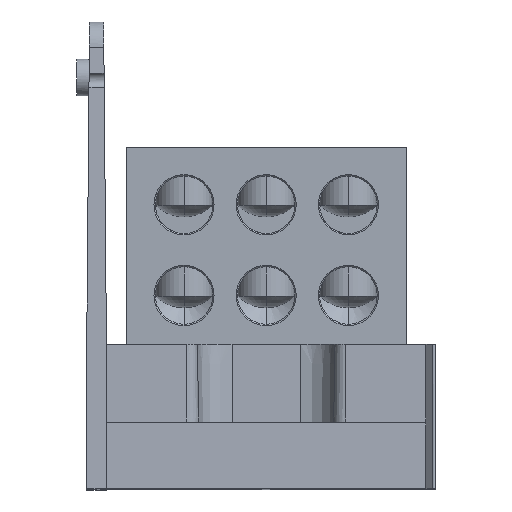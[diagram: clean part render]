
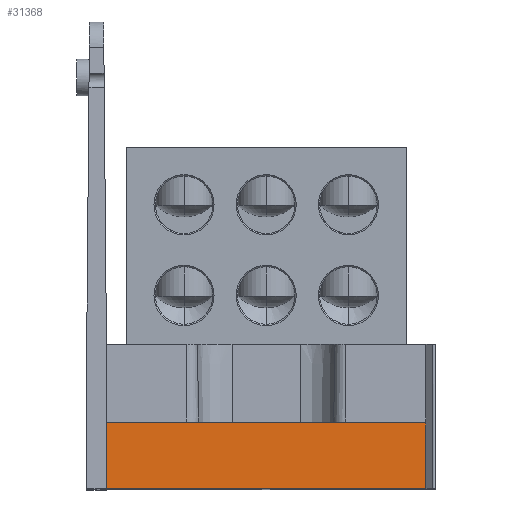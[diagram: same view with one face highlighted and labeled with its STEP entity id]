
A CAD part, top view. The second image highlights one B-rep face of the part: STEP entity #31368.
In plain terms, the highlighted planar face has unit normal (0, 0.035, 0.999).
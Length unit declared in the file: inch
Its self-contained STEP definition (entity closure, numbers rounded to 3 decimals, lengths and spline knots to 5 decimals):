
#1494 = DIRECTION ( 'NONE',  ( 0., -0.999, 0.035 ) ) ;
#2892 = CARTESIAN_POINT ( 'NONE',  ( 1.215, 0., 2.75 ) ) ;
#3078 = VERTEX_POINT ( 'NONE', #45460 ) ;
#5057 = PLANE ( 'NONE',  #30757 ) ;
#7625 = CARTESIAN_POINT ( 'NONE',  ( -1.215, 0., 2.75 ) ) ;
#8324 = DIRECTION ( 'NONE',  ( 1., 0., 0. ) ) ;
#10841 = EDGE_CURVE ( 'NONE', #3078, #14648, #37944, .T. ) ;
#11084 = EDGE_CURVE ( 'NONE', #11876, #14648, #41959, .T. ) ;
#11876 = VERTEX_POINT ( 'NONE', #16917 ) ;
#14512 = EDGE_CURVE ( 'NONE', #19744, #11876, #18718, .T. ) ;
#14648 = VERTEX_POINT ( 'NONE', #34626 ) ;
#16765 = CARTESIAN_POINT ( 'NONE',  ( -1.215, 0.5, 2.73254 ) ) ;
#16917 = CARTESIAN_POINT ( 'NONE',  ( -1.215, 0., 2.75 ) ) ;
#16956 = ORIENTED_EDGE ( 'NONE', *, *, #10841, .F. ) ;
#17511 = VECTOR ( 'NONE', #37066, 39.37008 ) ;
#18718 = LINE ( 'NONE', #7625, #17511 ) ;
#19744 = VERTEX_POINT ( 'NONE', #24336 ) ;
#22147 = LINE ( 'NONE', #16765, #31975 ) ;
#22236 = VECTOR ( 'NONE', #8324, 39.37008 ) ;
#23620 = DIRECTION ( 'NONE',  ( 0., 0.035, 0.999 ) ) ;
#24336 = CARTESIAN_POINT ( 'NONE',  ( -1.215, 0.5, 2.73254 ) ) ;
#26603 = CARTESIAN_POINT ( 'NONE',  ( -1.215, 0., 2.75 ) ) ;
#29036 = DIRECTION ( 'NONE',  ( 0., -0.999, 0.035 ) ) ;
#30757 = AXIS2_PLACEMENT_3D ( 'NONE', #45857, #23620, #1494 ) ;
#31368 = ADVANCED_FACE ( 'NONE', ( #46915 ), #5057, .T. ) ;
#31975 = VECTOR ( 'NONE', #42892, 39.37008 ) ;
#32524 = EDGE_LOOP ( 'NONE', ( #16956, #41779, #41664, #39728 ) ) ;
#34626 = CARTESIAN_POINT ( 'NONE',  ( 1.215, 0., 2.75 ) ) ;
#37066 = DIRECTION ( 'NONE',  ( 0., -0.999, 0.035 ) ) ;
#37944 = LINE ( 'NONE', #2892, #39100 ) ;
#38304 = EDGE_CURVE ( 'NONE', #19744, #3078, #22147, .T. ) ;
#39100 = VECTOR ( 'NONE', #29036, 39.37008 ) ;
#39728 = ORIENTED_EDGE ( 'NONE', *, *, #11084, .T. ) ;
#41664 = ORIENTED_EDGE ( 'NONE', *, *, #14512, .T. ) ;
#41779 = ORIENTED_EDGE ( 'NONE', *, *, #38304, .F. ) ;
#41959 = LINE ( 'NONE', #26603, #22236 ) ;
#42892 = DIRECTION ( 'NONE',  ( 1., 0., 0. ) ) ;
#45460 = CARTESIAN_POINT ( 'NONE',  ( 1.215, 0.5, 2.73254 ) ) ;
#45857 = CARTESIAN_POINT ( 'NONE',  ( -1.215, 0., 2.75 ) ) ;
#46915 = FACE_OUTER_BOUND ( 'NONE', #32524, .T. ) ;
